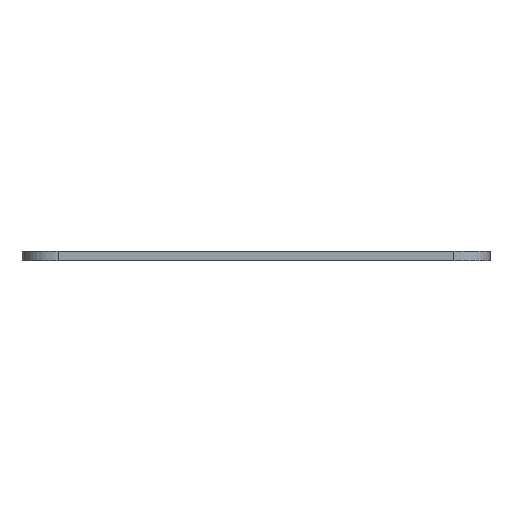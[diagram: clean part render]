
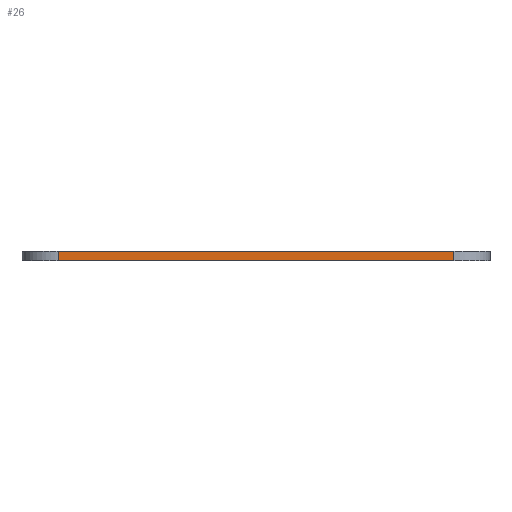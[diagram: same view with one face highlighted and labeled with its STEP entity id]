
A CAD part, left-side view. The second image highlights one B-rep face of the part: STEP entity #26.
In plain terms, the highlighted free-form (B-spline) face has degree [2, 1] with [3, 2] control points.
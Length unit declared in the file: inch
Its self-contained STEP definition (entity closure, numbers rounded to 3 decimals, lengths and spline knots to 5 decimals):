
#26=ADVANCED_FACE('',(#44),#266,.T.);
#44=FACE_OUTER_BOUND('',#62,.T.);
#62=EDGE_LOOP('',(#97,#98,#99,#100));
#97=ORIENTED_EDGE('',*,*,#191,.T.);
#98=ORIENTED_EDGE('',*,*,#192,.T.);
#99=ORIENTED_EDGE('',*,*,#193,.F.);
#100=ORIENTED_EDGE('',*,*,#189,.F.);
#189=EDGE_CURVE('',#235,#236,#300,.T.);
#191=EDGE_CURVE('',#235,#237,#302,.T.);
#192=EDGE_CURVE('',#237,#238,#303,.T.);
#193=EDGE_CURVE('',#236,#238,#304,.T.);
#235=VERTEX_POINT('',#565);
#236=VERTEX_POINT('',#566);
#237=VERTEX_POINT('',#567);
#238=VERTEX_POINT('',#568);
#266=(
BOUNDED_SURFACE()
B_SPLINE_SURFACE(2,1,((#447,#448),(#449,#450),(#451,#452)),
 .UNSPECIFIED.,.F.,.F.,.F.)
B_SPLINE_SURFACE_WITH_KNOTS((3,3),(2,2),(-28.74763,-25.78828),
(0.,0.0747),.UNSPECIFIED.)
GEOMETRIC_REPRESENTATION_ITEM()
RATIONAL_B_SPLINE_SURFACE(((1.,1.),(1.,1.),(1.,1.)))
REPRESENTATION_ITEM('')
SURFACE()
);
#300=(
BOUNDED_CURVE()
B_SPLINE_CURVE(1,(#612,#613),.UNSPECIFIED.,.F.,.F.)
B_SPLINE_CURVE_WITH_KNOTS((2,2),(0.,0.0747),.UNSPECIFIED.)
CURVE()
GEOMETRIC_REPRESENTATION_ITEM()
RATIONAL_B_SPLINE_CURVE((1.,1.))
REPRESENTATION_ITEM('')
);
#302=(
BOUNDED_CURVE()
B_SPLINE_CURVE(2,(#617,#618,#619),.UNSPECIFIED.,.F.,.F.)
B_SPLINE_CURVE_WITH_KNOTS((3,3),(-28.74763,-25.78828),
 .UNSPECIFIED.)
CURVE()
GEOMETRIC_REPRESENTATION_ITEM()
RATIONAL_B_SPLINE_CURVE((1.,1.,1.))
REPRESENTATION_ITEM('')
);
#303=(
BOUNDED_CURVE()
B_SPLINE_CURVE(1,(#620,#621),.UNSPECIFIED.,.F.,.F.)
B_SPLINE_CURVE_WITH_KNOTS((2,2),(0.,0.0747),.UNSPECIFIED.)
CURVE()
GEOMETRIC_REPRESENTATION_ITEM()
RATIONAL_B_SPLINE_CURVE((1.,1.))
REPRESENTATION_ITEM('')
);
#304=(
BOUNDED_CURVE()
B_SPLINE_CURVE(2,(#622,#623,#624),.UNSPECIFIED.,.F.,.F.)
B_SPLINE_CURVE_WITH_KNOTS((3,3),(-28.74763,-25.78828),
 .UNSPECIFIED.)
CURVE()
GEOMETRIC_REPRESENTATION_ITEM()
RATIONAL_B_SPLINE_CURVE((1.,1.,1.))
REPRESENTATION_ITEM('')
);
#447=CARTESIAN_POINT('',(0.,7.22968,0.));
#448=CARTESIAN_POINT('',(0.,7.22968,0.0747));
#449=CARTESIAN_POINT('',(0.,5.75,0.));
#450=CARTESIAN_POINT('',(0.,5.75,0.0747));
#451=CARTESIAN_POINT('',(0.,4.27032,0.));
#452=CARTESIAN_POINT('',(0.,4.27032,0.0747));
#565=CARTESIAN_POINT('',(0.,7.22968,0.));
#566=CARTESIAN_POINT('',(0.,7.22968,0.0747));
#567=CARTESIAN_POINT('',(0.,4.27032,0.));
#568=CARTESIAN_POINT('',(0.,4.27032,0.0747));
#612=CARTESIAN_POINT('',(0.,7.22968,0.));
#613=CARTESIAN_POINT('',(0.,7.22968,0.0747));
#617=CARTESIAN_POINT('',(0.,7.22968,0.));
#618=CARTESIAN_POINT('',(0.,5.75,0.));
#619=CARTESIAN_POINT('',(0.,4.27032,0.));
#620=CARTESIAN_POINT('',(0.,4.27032,0.));
#621=CARTESIAN_POINT('',(0.,4.27032,0.0747));
#622=CARTESIAN_POINT('',(0.,7.22968,0.0747));
#623=CARTESIAN_POINT('',(0.,5.75,0.0747));
#624=CARTESIAN_POINT('',(0.,4.27032,0.0747));
